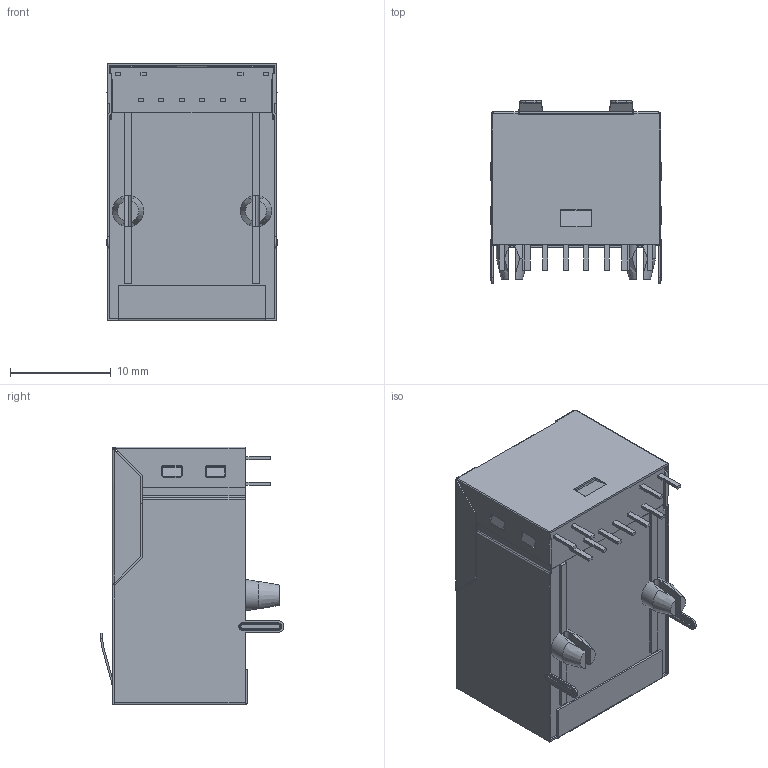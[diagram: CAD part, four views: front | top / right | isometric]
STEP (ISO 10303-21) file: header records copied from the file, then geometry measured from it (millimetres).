
FILE_DESCRIPTION (( 'STEP AP203' ), '1' );
FILE_NAME ('RJL-002LB1_asm.STEP', '2013-08-19T02:52:19', ( 'taipc6' ), ( '' ), 'SwSTEP 2.0', 'SolidWorks 2010', '' );
FILE_SCHEMA (( 'CONFIG_CONTROL_DESIGN' ));
Length unit declared in the file: millimetre
Products named in the file (16): LEDG; LEDY; LEDWIRE_1; TIEKE; RJL-002LB1_asm; DIZUO; HH-; LEDWIRE; LEDWIRE-1; PLASTICG; LEDWIRE_1-1; PLASTICY; PCB; TAIKE
Assembly tree (15 placements, depth 4):
  RJL-002LB1_asm
    TAIKE
    DIZUO
    HH-
    TIEKE
    PCB
    LEDG
      PLASTICG
      LEDWIRE
        LEDWIRE-1
        LEDWIRE
    LEDY
      PLASTICY
      LEDWIRE_1
        LEDWIRE_1-1
        LEDWIRE_1
Bounding box: 17 x 18.25 x 25.6 mm (x, y, z)
Volume: 2672.1 mm3; surface area: 8765.7 mm2
Topology: 11 solids, 12 shells, 1325 faces, 3402 edges, 2200 vertices
Faces by surface type: plane 1023, cylinder 252, bspline 46, cone 4
Entity records: 42905 total; most frequent: CARTESIAN_POINT 9743, ORIENTED_EDGE 6804, DIRECTION 5947, EDGE_CURVE 3402, LINE 2591, VECTOR 2591, VERTEX_POINT 2200, AXIS2_PLACEMENT_3D 1678
